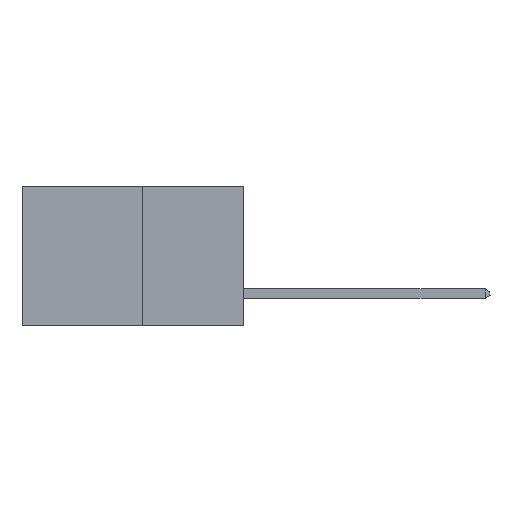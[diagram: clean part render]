
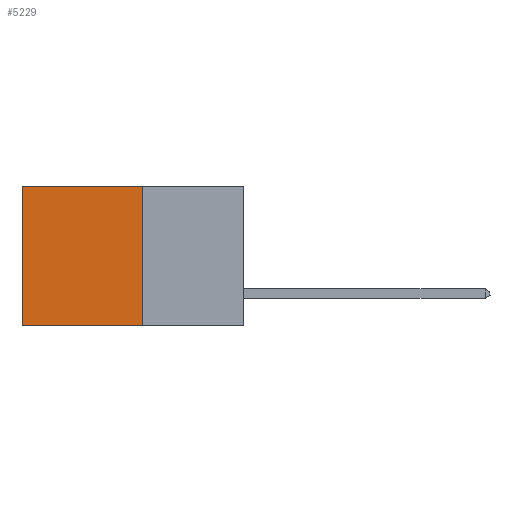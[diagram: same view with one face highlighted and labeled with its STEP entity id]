
A CAD part, left-side view. The second image highlights one B-rep face of the part: STEP entity #5229.
In plain terms, the highlighted planar face has unit normal (-1, 0, 0).
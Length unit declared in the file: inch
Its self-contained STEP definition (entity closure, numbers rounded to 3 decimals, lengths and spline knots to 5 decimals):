
#64 = ORIENTED_EDGE ( 'NONE', *, *, #1593, .T. ) ;
#498 = VECTOR ( 'NONE', #8147, 39.37008 ) ;
#585 = AXIS2_PLACEMENT_3D ( 'NONE', #3588, #8359, #4286 ) ;
#764 = DIRECTION ( 'NONE',  ( 0., 1., 0. ) ) ;
#1593 = EDGE_CURVE ( 'NONE', #7748, #3017, #7757, .T. ) ;
#1607 = VECTOR ( 'NONE', #3912, 39.37008 ) ;
#1750 = CARTESIAN_POINT ( 'NONE',  ( 0.277, 0.27, 0. ) ) ;
#2393 = EDGE_CURVE ( 'NONE', #8011, #6317, #7102, .T. ) ;
#2682 = CARTESIAN_POINT ( 'NONE',  ( 0.277, 0.27, -0.37 ) ) ;
#3017 = VERTEX_POINT ( 'NONE', #6829 ) ;
#3479 = LINE ( 'NONE', #8650, #1607 ) ;
#3572 = CARTESIAN_POINT ( 'NONE',  ( 0.277, 0.59, -0.37 ) ) ;
#3588 = CARTESIAN_POINT ( 'NONE',  ( 0.277, 0.27, -0.37 ) ) ;
#3912 = DIRECTION ( 'NONE',  ( 0., 0., -1. ) ) ;
#4234 = FACE_OUTER_BOUND ( 'NONE', #4725, .T. ) ;
#4286 = DIRECTION ( 'NONE',  ( 0., 0., -1. ) ) ;
#4725 = EDGE_LOOP ( 'NONE', ( #8406, #8638, #5072, #64 ) ) ;
#5072 = ORIENTED_EDGE ( 'NONE', *, *, #5660, .F. ) ;
#5229 = ADVANCED_FACE ( 'NONE', ( #4234 ), #5609, .F. ) ;
#5520 = VECTOR ( 'NONE', #7551, 39.37008 ) ;
#5535 = EDGE_CURVE ( 'NONE', #3017, #6317, #3479, .T. ) ;
#5609 = PLANE ( 'NONE',  #585 ) ;
#5660 = EDGE_CURVE ( 'NONE', #7748, #8011, #8061, .T. ) ;
#6223 = CARTESIAN_POINT ( 'NONE',  ( 0.277, 0.27, -0.37 ) ) ;
#6317 = VERTEX_POINT ( 'NONE', #3572 ) ;
#6678 = VECTOR ( 'NONE', #764, 39.37008 ) ;
#6829 = CARTESIAN_POINT ( 'NONE',  ( 0.277, 0.59, 0. ) ) ;
#7102 = LINE ( 'NONE', #6223, #6678 ) ;
#7545 = CARTESIAN_POINT ( 'NONE',  ( 0.277, 0.27, 0. ) ) ;
#7551 = DIRECTION ( 'NONE',  ( 0., 1., 0. ) ) ;
#7748 = VERTEX_POINT ( 'NONE', #7545 ) ;
#7757 = LINE ( 'NONE', #1750, #5520 ) ;
#8011 = VERTEX_POINT ( 'NONE', #8483 ) ;
#8061 = LINE ( 'NONE', #2682, #498 ) ;
#8147 = DIRECTION ( 'NONE',  ( 0., 0., -1. ) ) ;
#8359 = DIRECTION ( 'NONE',  ( 1., 0., 0. ) ) ;
#8406 = ORIENTED_EDGE ( 'NONE', *, *, #5535, .T. ) ;
#8483 = CARTESIAN_POINT ( 'NONE',  ( 0.277, 0.27, -0.37 ) ) ;
#8638 = ORIENTED_EDGE ( 'NONE', *, *, #2393, .F. ) ;
#8650 = CARTESIAN_POINT ( 'NONE',  ( 0.277, 0.59, -0.37 ) ) ;
